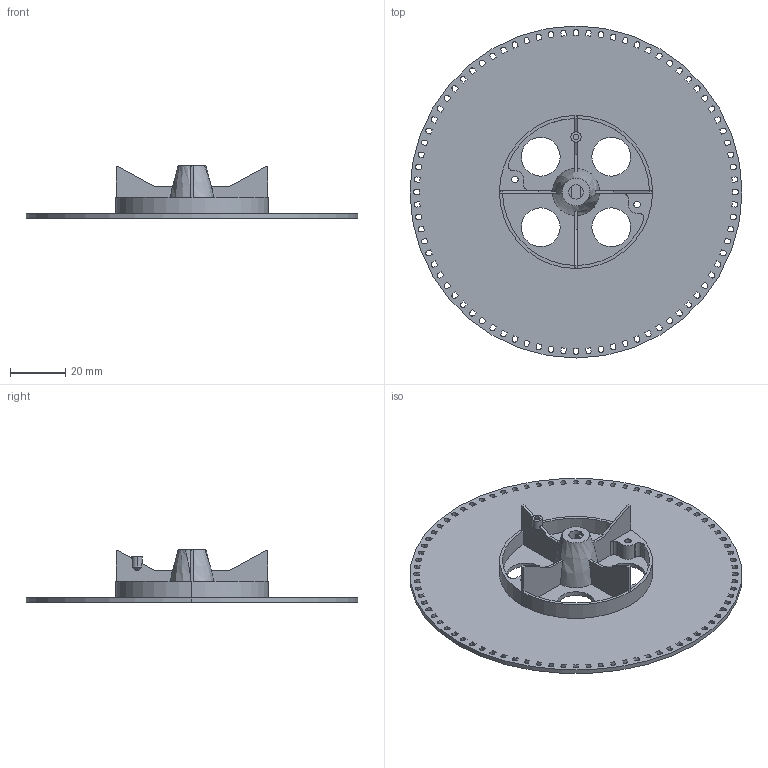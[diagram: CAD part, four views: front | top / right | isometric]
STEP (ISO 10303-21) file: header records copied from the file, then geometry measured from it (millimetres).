
FILE_DESCRIPTION (( 'STEP AP214' ), '1' );
FILE_NAME ('MiniRotor_eq_spc.STEP', '2023-04-15T20:37:08', ( '' ), ( '' ), 'SwSTEP 2.0', 'SolidWorks 2023', '' );
FILE_SCHEMA (( 'AUTOMOTIVE_DESIGN' ));
Length unit declared in the file: inch
Products named in the file (1): MiniRotor_eq_spc
Bounding box: 119.71 x 119.71 x 19 mm (x, y, z)
Volume: 21893.6 mm3; surface area: 27328 mm2
Topology: 1 solids, 1 shells, 476 faces, 1403 edges, 933 vertices
Faces by surface type: plane 306, cylinder 159, bspline 7, cone 4
Entity records: 16533 total; most frequent: CARTESIAN_POINT 3249, ORIENTED_EDGE 2806, DIRECTION 2634, EDGE_CURVE 1403, VECTOR 1014, LINE 1014, VERTEX_POINT 933, AXIS2_PLACEMENT_3D 810
